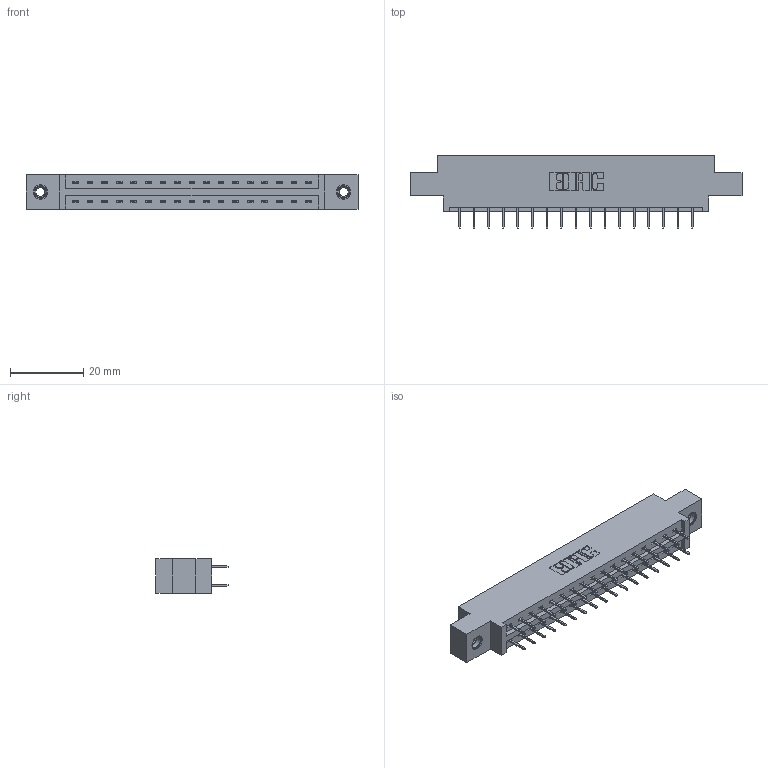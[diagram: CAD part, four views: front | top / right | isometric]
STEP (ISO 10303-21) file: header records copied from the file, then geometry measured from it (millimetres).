
FILE_DESCRIPTION (( 'STEP AP203' ), '1' );
FILE_NAME ('387-034-524-807.STEP', '2018-09-18T12:21:45', ( '' ), ( '' ), 'SwSTEP 2.0', 'SolidWorks 2016', '' );
FILE_SCHEMA (( 'CONFIG_CONTROL_DESIGN' ));
Length unit declared in the file: inch
Products named in the file (4): 337 Part_0.170 Offset - 0.156 Dia-TI; 345-292-001_345-293-124; 345-250-001_345-250-005-103; 387-034-524-807
Assembly tree (37 placements, depth 2):
  387-034-524-807
    337 Part_0.170 Offset - 0.156 Dia-TI
    345-292-001_345-293-124  x34
    345-250-001_345-250-005-103  x2
Bounding box: 90.37 x 19.69 x 9.4 mm (x, y, z)
Volume: 9009 mm3; surface area: 9926.3 mm2
Topology: 37 solids, 37 shells, 2150 faces, 6069 edges, 3902 vertices
Faces by surface type: plane 1602, cylinder 532, cone 12, torus 4
Entity records: 17806 total; most frequent: CARTESIAN_POINT 3001, ORIENTED_EDGE 2930, DIRECTION 2631, EDGE_CURVE 1465, LINE 1321, VECTOR 1321, VERTEX_POINT 968, AXIS2_PLACEMENT_3D 655
